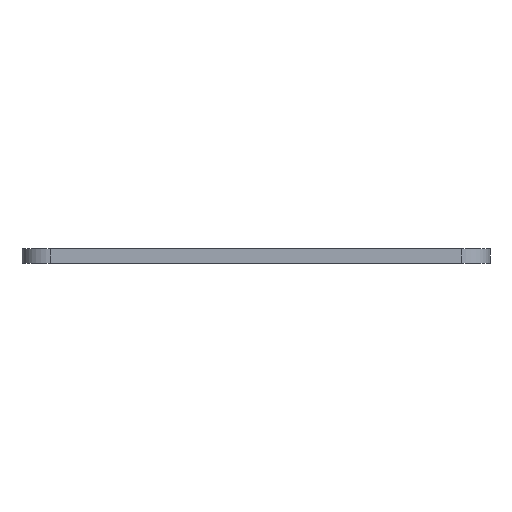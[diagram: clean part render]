
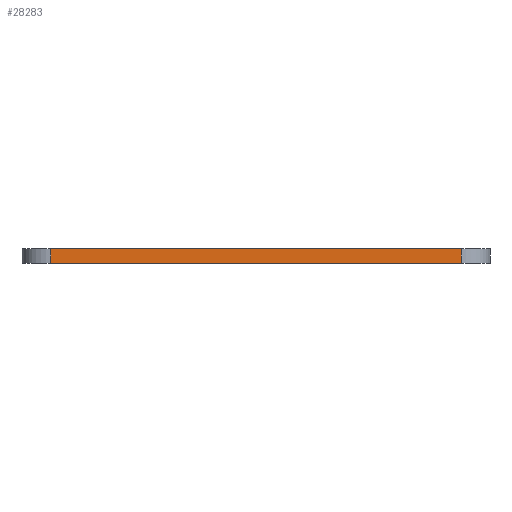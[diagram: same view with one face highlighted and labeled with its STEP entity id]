
A CAD part, front view. The second image highlights one B-rep face of the part: STEP entity #28283.
In plain terms, the highlighted planar face has unit normal (0, -1, 0).
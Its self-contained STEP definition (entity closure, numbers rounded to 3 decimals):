
#55 = CYLINDRICAL_SURFACE('',#56,3.175);
#56 = AXIS2_PLACEMENT_3D('',#57,#58,#59);
#57 = CARTESIAN_POINT('',(-22.86,-40.64,0.));
#58 = DIRECTION('',(-0.,-0.,-1.));
#59 = DIRECTION('',(1.,0.,-0.));
#83 = PLANE('',#84);
#84 = AXIS2_PLACEMENT_3D('',#85,#86,#87);
#85 = CARTESIAN_POINT('',(0.,0.,1.6));
#86 = DIRECTION('',(-0.,-0.,-1.));
#87 = DIRECTION('',(-1.,0.,0.));
#137 = PLANE('',#138);
#138 = AXIS2_PLACEMENT_3D('',#139,#140,#141);
#139 = CARTESIAN_POINT('',(0.,0.,0.));
#140 = DIRECTION('',(-0.,-0.,-1.));
#141 = DIRECTION('',(-1.,0.,0.));
#154 = VERTEX_POINT('',#155);
#155 = CARTESIAN_POINT('',(-22.86,-43.815,1.6));
#181 = EDGE_CURVE('',#182,#154,#184,.T.);
#182 = VERTEX_POINT('',#183);
#183 = CARTESIAN_POINT('',(-22.86,-43.815,0.));
#184 = SURFACE_CURVE('',#185,(#189,#196),.PCURVE_S1.);
#185 = LINE('',#186,#187);
#186 = CARTESIAN_POINT('',(-22.86,-43.815,0.));
#187 = VECTOR('',#188,1.);
#188 = DIRECTION('',(0.,0.,1.));
#189 = PCURVE('',#55,#190);
#190 = DEFINITIONAL_REPRESENTATION('',(#191),#195);
#191 = LINE('',#192,#193);
#192 = CARTESIAN_POINT('',(-4.712,0.));
#193 = VECTOR('',#194,1.);
#194 = DIRECTION('',(-0.,-1.));
#195 = ( GEOMETRIC_REPRESENTATION_CONTEXT(2) 
PARAMETRIC_REPRESENTATION_CONTEXT() REPRESENTATION_CONTEXT('2D SPACE',''
  ) );
#196 = PCURVE('',#197,#202);
#197 = PLANE('',#198);
#198 = AXIS2_PLACEMENT_3D('',#199,#200,#201);
#199 = CARTESIAN_POINT('',(22.86,-43.815,0.));
#200 = DIRECTION('',(0.,-1.,0.));
#201 = DIRECTION('',(-1.,0.,0.));
#202 = DEFINITIONAL_REPRESENTATION('',(#203),#207);
#203 = LINE('',#204,#205);
#204 = CARTESIAN_POINT('',(45.72,0.));
#205 = VECTOR('',#206,1.);
#206 = DIRECTION('',(0.,-1.));
#207 = ( GEOMETRIC_REPRESENTATION_CONTEXT(2) 
PARAMETRIC_REPRESENTATION_CONTEXT() REPRESENTATION_CONTEXT('2D SPACE',''
  ) );
#411 = VERTEX_POINT('',#412);
#412 = CARTESIAN_POINT('',(22.86,-43.815,0.));
#431 = CYLINDRICAL_SURFACE('',#432,3.175);
#432 = AXIS2_PLACEMENT_3D('',#433,#434,#435);
#433 = CARTESIAN_POINT('',(22.86,-40.64,0.));
#434 = DIRECTION('',(-0.,-0.,-1.));
#435 = DIRECTION('',(1.,0.,-0.));
#443 = EDGE_CURVE('',#411,#182,#444,.T.);
#444 = SURFACE_CURVE('',#445,(#449,#456),.PCURVE_S1.);
#445 = LINE('',#446,#447);
#446 = CARTESIAN_POINT('',(22.86,-43.815,0.));
#447 = VECTOR('',#448,1.);
#448 = DIRECTION('',(-1.,0.,0.));
#449 = PCURVE('',#137,#450);
#450 = DEFINITIONAL_REPRESENTATION('',(#451),#455);
#451 = LINE('',#452,#453);
#452 = CARTESIAN_POINT('',(-22.86,-43.815));
#453 = VECTOR('',#454,1.);
#454 = DIRECTION('',(1.,0.));
#455 = ( GEOMETRIC_REPRESENTATION_CONTEXT(2) 
PARAMETRIC_REPRESENTATION_CONTEXT() REPRESENTATION_CONTEXT('2D SPACE',''
  ) );
#456 = PCURVE('',#197,#457);
#457 = DEFINITIONAL_REPRESENTATION('',(#458),#462);
#458 = LINE('',#459,#460);
#459 = CARTESIAN_POINT('',(0.,0.));
#460 = VECTOR('',#461,1.);
#461 = DIRECTION('',(1.,0.));
#462 = ( GEOMETRIC_REPRESENTATION_CONTEXT(2) 
PARAMETRIC_REPRESENTATION_CONTEXT() REPRESENTATION_CONTEXT('2D SPACE',''
  ) );
#15455 = VERTEX_POINT('',#15456);
#15456 = CARTESIAN_POINT('',(22.86,-43.815,1.6));
#15482 = EDGE_CURVE('',#15455,#154,#15483,.T.);
#15483 = SURFACE_CURVE('',#15484,(#15488,#15495),.PCURVE_S1.);
#15484 = LINE('',#15485,#15486);
#15485 = CARTESIAN_POINT('',(22.86,-43.815,1.6));
#15486 = VECTOR('',#15487,1.);
#15487 = DIRECTION('',(-1.,0.,0.));
#15488 = PCURVE('',#83,#15489);
#15489 = DEFINITIONAL_REPRESENTATION('',(#15490),#15494);
#15490 = LINE('',#15491,#15492);
#15491 = CARTESIAN_POINT('',(-22.86,-43.815));
#15492 = VECTOR('',#15493,1.);
#15493 = DIRECTION('',(1.,0.));
#15494 = ( GEOMETRIC_REPRESENTATION_CONTEXT(2) 
PARAMETRIC_REPRESENTATION_CONTEXT() REPRESENTATION_CONTEXT('2D SPACE',''
  ) );
#15495 = PCURVE('',#197,#15496);
#15496 = DEFINITIONAL_REPRESENTATION('',(#15497),#15501);
#15497 = LINE('',#15498,#15499);
#15498 = CARTESIAN_POINT('',(0.,-1.6));
#15499 = VECTOR('',#15500,1.);
#15500 = DIRECTION('',(1.,0.));
#15501 = ( GEOMETRIC_REPRESENTATION_CONTEXT(2) 
PARAMETRIC_REPRESENTATION_CONTEXT() REPRESENTATION_CONTEXT('2D SPACE',''
  ) );
#28283 = ADVANCED_FACE('',(#28284),#197,.T.);
#28284 = FACE_BOUND('',#28285,.T.);
#28285 = EDGE_LOOP('',(#28286,#28307,#28308,#28309));
#28286 = ORIENTED_EDGE('',*,*,#28287,.T.);
#28287 = EDGE_CURVE('',#411,#15455,#28288,.T.);
#28288 = SURFACE_CURVE('',#28289,(#28293,#28300),.PCURVE_S1.);
#28289 = LINE('',#28290,#28291);
#28290 = CARTESIAN_POINT('',(22.86,-43.815,0.));
#28291 = VECTOR('',#28292,1.);
#28292 = DIRECTION('',(0.,0.,1.));
#28293 = PCURVE('',#197,#28294);
#28294 = DEFINITIONAL_REPRESENTATION('',(#28295),#28299);
#28295 = LINE('',#28296,#28297);
#28296 = CARTESIAN_POINT('',(0.,0.));
#28297 = VECTOR('',#28298,1.);
#28298 = DIRECTION('',(0.,-1.));
#28299 = ( GEOMETRIC_REPRESENTATION_CONTEXT(2) 
PARAMETRIC_REPRESENTATION_CONTEXT() REPRESENTATION_CONTEXT('2D SPACE',''
  ) );
#28300 = PCURVE('',#431,#28301);
#28301 = DEFINITIONAL_REPRESENTATION('',(#28302),#28306);
#28302 = LINE('',#28303,#28304);
#28303 = CARTESIAN_POINT('',(-4.712,0.));
#28304 = VECTOR('',#28305,1.);
#28305 = DIRECTION('',(-0.,-1.));
#28306 = ( GEOMETRIC_REPRESENTATION_CONTEXT(2) 
PARAMETRIC_REPRESENTATION_CONTEXT() REPRESENTATION_CONTEXT('2D SPACE',''
  ) );
#28307 = ORIENTED_EDGE('',*,*,#15482,.T.);
#28308 = ORIENTED_EDGE('',*,*,#181,.F.);
#28309 = ORIENTED_EDGE('',*,*,#443,.F.);
